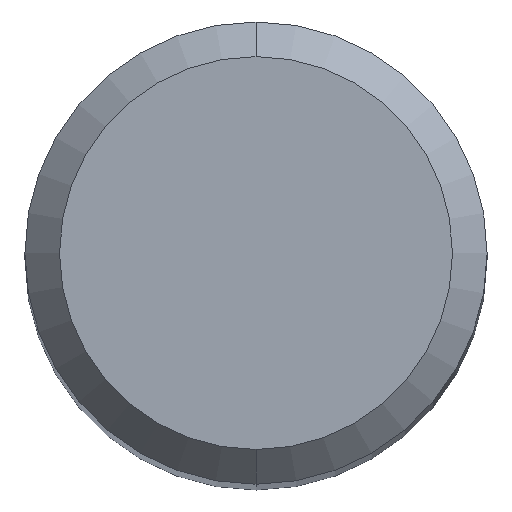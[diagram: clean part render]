
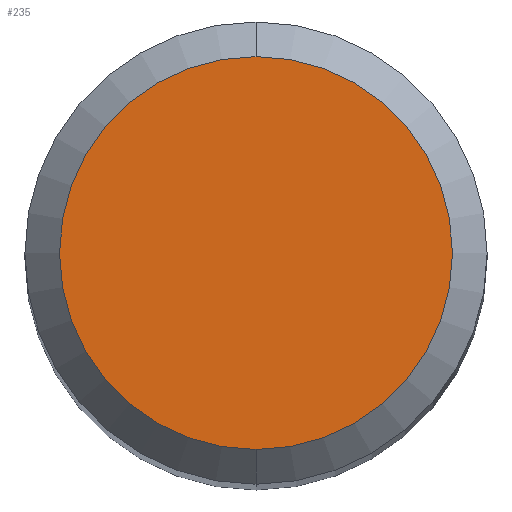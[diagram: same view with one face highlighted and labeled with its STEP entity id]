
A CAD part, top view. The second image highlights one B-rep face of the part: STEP entity #235.
In plain terms, the highlighted planar face has unit normal (0, 0, 1).
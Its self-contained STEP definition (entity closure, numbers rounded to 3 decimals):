
#197=VERTEX_POINT('',#505);
#235=ADVANCED_FACE('',(#545),#546,.T.);
#277=EDGE_CURVE('',#197,#281,#592,.T.);
#281=VERTEX_POINT('',#597);
#459=EDGE_CURVE('',#281,#197,#796,.T.);
#505=CARTESIAN_POINT('',(0.,-1.7,0.0));
#545=FACE_OUTER_BOUND('',#934,.T.);
#546=PLANE('',#935);
#592=CIRCLE('',#1021,1.7);
#597=CARTESIAN_POINT('',(0.0,1.7,0.0));
#796=CIRCLE('',#1429,1.7);
#934=EDGE_LOOP('',(#1491,#1492));
#935=AXIS2_PLACEMENT_3D('',#1493,#1494,#1495);
#1021=AXIS2_PLACEMENT_3D('',#1544,#1545,#1546);
#1429=AXIS2_PLACEMENT_3D('',#1802,#1803,#1804);
#1491=ORIENTED_EDGE('',*,*,#459,.F.);
#1492=ORIENTED_EDGE('',*,*,#277,.F.);
#1493=CARTESIAN_POINT('',(0.0,0.85,0.0));
#1494=DIRECTION('',(-0.0,0.0,1.0));
#1495=DIRECTION('',(0.0,-1.0,0.0));
#1544=CARTESIAN_POINT('',(0.0,0.0,0.0));
#1545=DIRECTION('',(0.0,0.0,-1.0));
#1546=DIRECTION('',(0.0,1.0,0.0));
#1802=CARTESIAN_POINT('',(0.0,0.0,0.0));
#1803=DIRECTION('',(0.0,0.0,-1.0));
#1804=DIRECTION('',(0.0,1.0,0.0));
